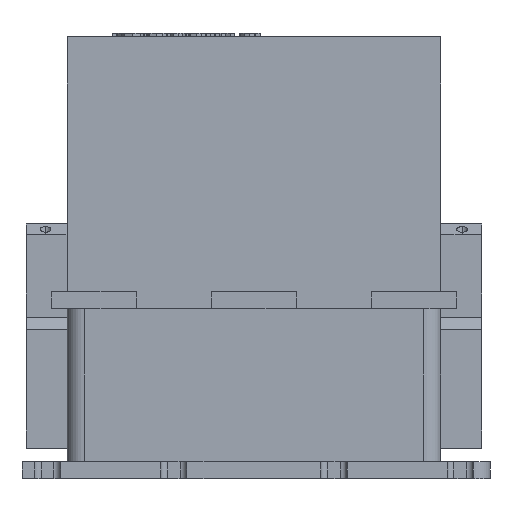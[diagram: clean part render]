
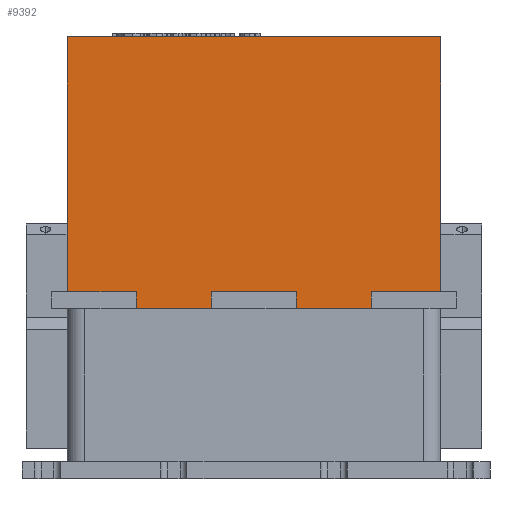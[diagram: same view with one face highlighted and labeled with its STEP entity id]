
A CAD part, front view. The second image highlights one B-rep face of the part: STEP entity #9392.
In plain terms, the highlighted planar face has unit normal (0, -1, 0).
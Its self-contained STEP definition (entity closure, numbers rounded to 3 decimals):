
#554=PLANE('',#10060);
#1047=FACE_OUTER_BOUND('',#1616,.T.);
#1616=EDGE_LOOP('',(#8793,#8794,#8795,#8796));
#2772=LINE('',#15128,#3931);
#2776=LINE('',#15135,#3935);
#2777=LINE('',#15137,#3936);
#2778=LINE('',#15138,#3937);
#3931=VECTOR('',#12464,304.8);
#3935=VECTOR('',#12470,304.8);
#3936=VECTOR('',#12471,304.8);
#3937=VECTOR('',#12472,304.8);
#4934=VERTEX_POINT('',#15124);
#4936=VERTEX_POINT('',#15127);
#4938=VERTEX_POINT('',#15134);
#4939=VERTEX_POINT('',#15136);
#6228=EDGE_CURVE('',#4936,#4934,#2772,.T.);
#6232=EDGE_CURVE('',#4938,#4934,#2776,.T.);
#6233=EDGE_CURVE('',#4939,#4938,#2777,.T.);
#6234=EDGE_CURVE('',#4936,#4939,#2778,.T.);
#8793=ORIENTED_EDGE('',*,*,#6232,.F.);
#8794=ORIENTED_EDGE('',*,*,#6233,.F.);
#8795=ORIENTED_EDGE('',*,*,#6234,.F.);
#8796=ORIENTED_EDGE('',*,*,#6228,.T.);
#9392=ADVANCED_FACE('',(#1047),#554,.T.);
#10060=AXIS2_PLACEMENT_3D('',#15133,#12468,#12469);
#12464=DIRECTION('',(0.,0.,1.));
#12468=DIRECTION('center_axis',(0.,-1.,0.));
#12469=DIRECTION('ref_axis',(0.,0.,-1.));
#12470=DIRECTION('',(1.,0.,0.));
#12471=DIRECTION('',(0.,0.,1.));
#12472=DIRECTION('',(-1.,0.,0.));
#15124=CARTESIAN_POINT('',(55.,-66.5,130.));
#15127=CARTESIAN_POINT('',(55.,-66.5,50.));
#15128=CARTESIAN_POINT('',(55.,-66.5,50.));
#15133=CARTESIAN_POINT('Origin',(-55.,-66.5,130.));
#15134=CARTESIAN_POINT('',(-55.,-66.5,130.));
#15135=CARTESIAN_POINT('',(-55.,-66.5,130.));
#15136=CARTESIAN_POINT('',(-55.,-66.5,50.));
#15137=CARTESIAN_POINT('',(-55.,-66.5,50.));
#15138=CARTESIAN_POINT('',(55.,-66.5,50.));
